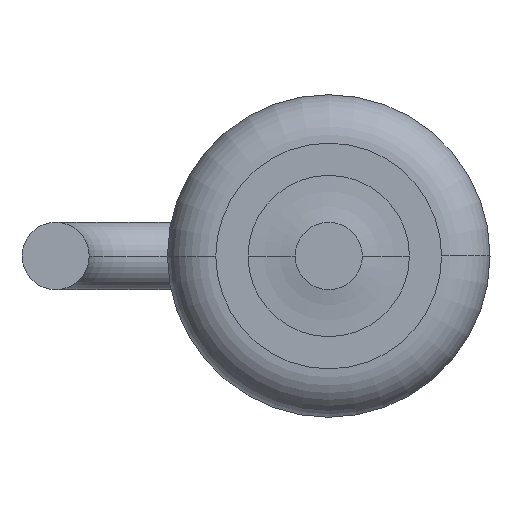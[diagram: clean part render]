
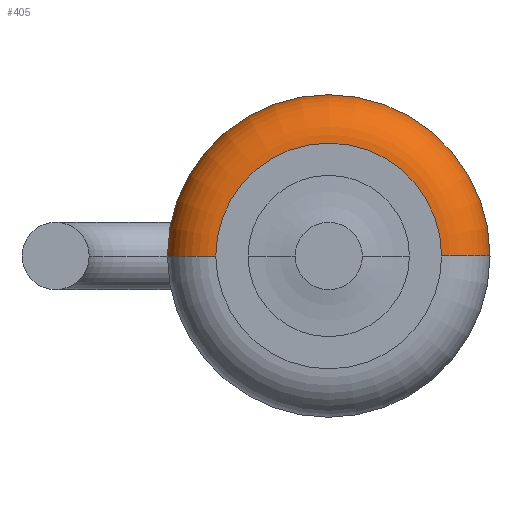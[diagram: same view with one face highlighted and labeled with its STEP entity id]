
A CAD part, front view. The second image highlights one B-rep face of the part: STEP entity #405.
In plain terms, the highlighted toroidal (fillet/blend) face has major radius 0.84 mm and minor radius 0.36 mm.
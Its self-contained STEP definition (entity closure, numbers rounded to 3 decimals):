
#40 = VERTEX_POINT ( 'NONE', #1756 ) ;
#123 = AXIS2_PLACEMENT_3D ( 'NONE', #1132, #253, #374 ) ;
#124 = EDGE_CURVE ( 'NONE', #1290, #1484, #1505, .T. ) ;
#194 = EDGE_CURVE ( 'NONE', #1484, #40, #1851, .T. ) ;
#206 = EDGE_LOOP ( 'NONE', ( #1529, #473, #1123, #501 ) ) ;
#238 = CIRCLE ( 'NONE', #621, 1.2 ) ;
#253 = DIRECTION ( 'NONE',  ( 0., -1., 0. ) ) ;
#255 = EDGE_CURVE ( 'NONE', #1290, #790, #787, .T. ) ;
#305 = AXIS2_PLACEMENT_3D ( 'NONE', #352, #1073, #935 ) ;
#352 = CARTESIAN_POINT ( 'NONE',  ( 0.84, -2.64, 0. ) ) ;
#374 = DIRECTION ( 'NONE',  ( -1., 0., 0. ) ) ;
#405 = ADVANCED_FACE ( 'NONE', ( #1092 ), #726, .T. ) ;
#436 = CARTESIAN_POINT ( 'NONE',  ( -0.84, -2.64, 0. ) ) ;
#473 = ORIENTED_EDGE ( 'NONE', *, *, #255, .T. ) ;
#501 = ORIENTED_EDGE ( 'NONE', *, *, #194, .F. ) ;
#516 = AXIS2_PLACEMENT_3D ( 'NONE', #436, #1475, #1016 ) ;
#591 = EDGE_CURVE ( 'NONE', #40, #790, #238, .T. ) ;
#621 = AXIS2_PLACEMENT_3D ( 'NONE', #907, #1196, #739 ) ;
#641 = CARTESIAN_POINT ( 'NONE',  ( 0., -2.64, 0. ) ) ;
#726 = TOROIDAL_SURFACE ( 'NONE', #1812, 0.84, 0.36 ) ;
#739 = DIRECTION ( 'NONE',  ( -1., 0., 0. ) ) ;
#787 = CIRCLE ( 'NONE', #305, 0.36 ) ;
#790 = VERTEX_POINT ( 'NONE', #1705 ) ;
#887 = CARTESIAN_POINT ( 'NONE',  ( 0.84, -3., 0. ) ) ;
#907 = CARTESIAN_POINT ( 'NONE',  ( 0., -2.64, 0. ) ) ;
#935 = DIRECTION ( 'NONE',  ( 1., 0., 0. ) ) ;
#1016 = DIRECTION ( 'NONE',  ( -1., 0., 0. ) ) ;
#1073 = DIRECTION ( 'NONE',  ( 0., 0., 1. ) ) ;
#1092 = FACE_OUTER_BOUND ( 'NONE', #206, .T. ) ;
#1123 = ORIENTED_EDGE ( 'NONE', *, *, #591, .F. ) ;
#1132 = CARTESIAN_POINT ( 'NONE',  ( 0., -3., 0. ) ) ;
#1196 = DIRECTION ( 'NONE',  ( 0., 1., 0. ) ) ;
#1228 = DIRECTION ( 'NONE',  ( 0., 1., 0. ) ) ;
#1290 = VERTEX_POINT ( 'NONE', #887 ) ;
#1293 = CARTESIAN_POINT ( 'NONE',  ( -0.84, -3., 0. ) ) ;
#1475 = DIRECTION ( 'NONE',  ( 0., 0., -1. ) ) ;
#1484 = VERTEX_POINT ( 'NONE', #1293 ) ;
#1505 = CIRCLE ( 'NONE', #123, 0.84 ) ;
#1529 = ORIENTED_EDGE ( 'NONE', *, *, #124, .F. ) ;
#1680 = DIRECTION ( 'NONE',  ( -1., 0., 0. ) ) ;
#1705 = CARTESIAN_POINT ( 'NONE',  ( 1.2, -2.64, 0. ) ) ;
#1756 = CARTESIAN_POINT ( 'NONE',  ( -1.2, -2.64, 0. ) ) ;
#1812 = AXIS2_PLACEMENT_3D ( 'NONE', #641, #1228, #1680 ) ;
#1851 = CIRCLE ( 'NONE', #516, 0.36 ) ;
